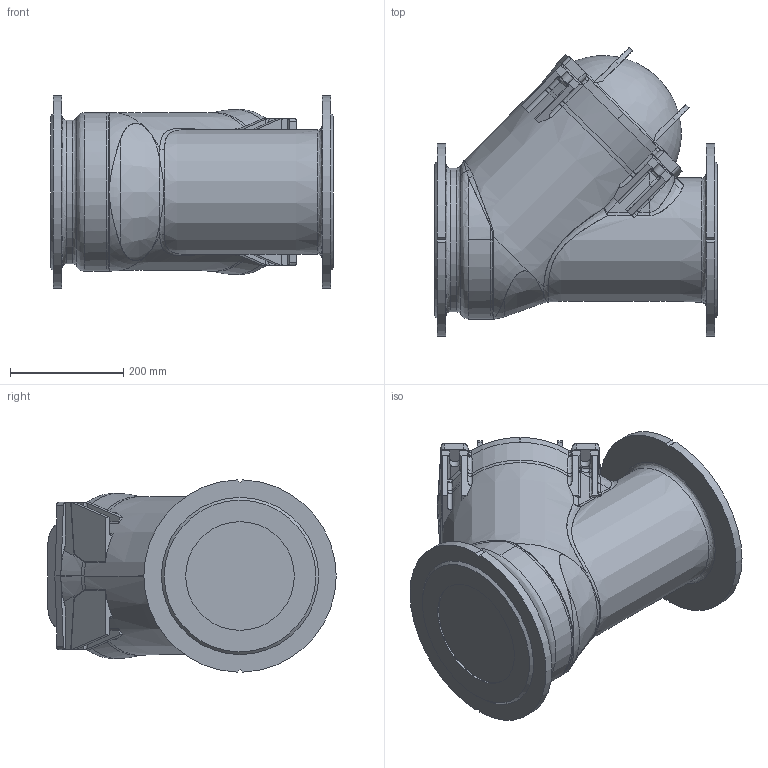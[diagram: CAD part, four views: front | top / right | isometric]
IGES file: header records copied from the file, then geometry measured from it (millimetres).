
Start section: SolidWorks IGES file using analytic representation for surfaces
Global section: file name: O_53_35_DN200_AA1_igs.igs; native system: SolidWorks 2012; preprocessor: SolidWorks 2012; author: pbm; date: 160512.084639; units: millimetre
Bounding box: 500 x 509.76 x 339.86 mm (x, y, z)
Surface area: 923814.6 mm2 (no closed solid volume)
Topology: 0 solids, 0 shells, 337 faces, 1749 edges, 1731 vertices
Faces by surface type: bspline 197, revolution 140
